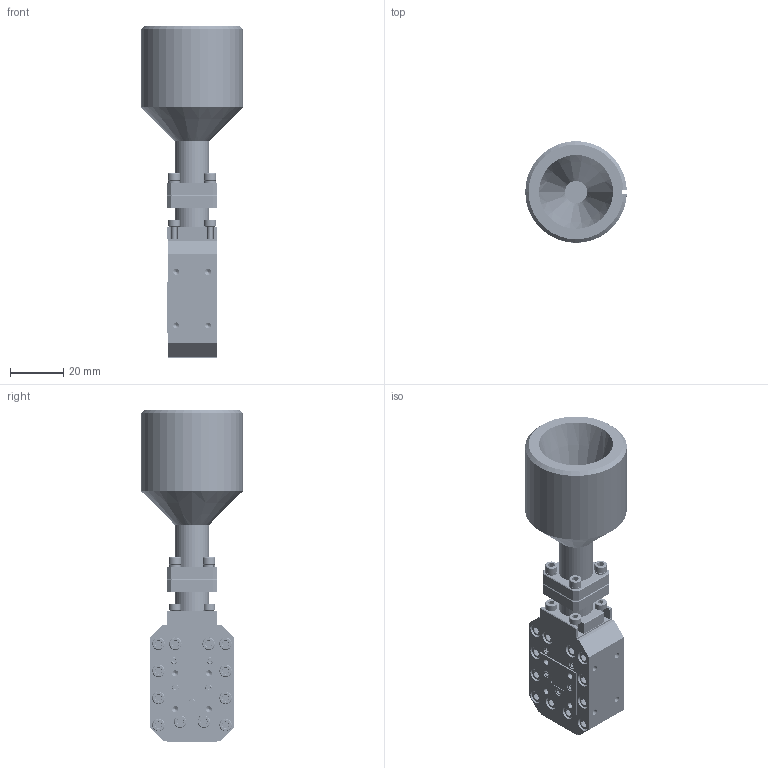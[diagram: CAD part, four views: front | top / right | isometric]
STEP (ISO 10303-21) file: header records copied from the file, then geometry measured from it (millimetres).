
FILE_DESCRIPTION (( 'STEP AP203' ), '1' );
FILE_NAME ('SAF-2434231725-328-S1-280-DP.STEP', '2020-09-11T23:08:53', ( '' ), ( '' ), 'SwSTEP 2.0', 'SolidWorks 2020', '' );
FILE_SCHEMA (( 'CONFIG_CONTROL_DESIGN' ));
Products named in the file (1): SAF-2434231725-328-S1-280-DP
Bounding box: 38.08 x 38.09 x 124.46 mm (x, y, z)
Volume: 64052.7 mm3; surface area: 27326.1 mm2
Topology: 33 solids, 38 shells, 3552 faces, 9670 edges, 6225 vertices
Faces by surface type: cylinder 2247, plane 843, cone 404, bspline 50, torus 8
Entity records: 155082 total; most frequent: CARTESIAN_POINT 78060, ORIENTED_EDGE 19168, DIRECTION 13119, EDGE_CURVE 9584, VERTEX_POINT 6225, AXIS2_PLACEMENT_3D 4744, EDGE_LOOP 3713, VECTOR 3631
